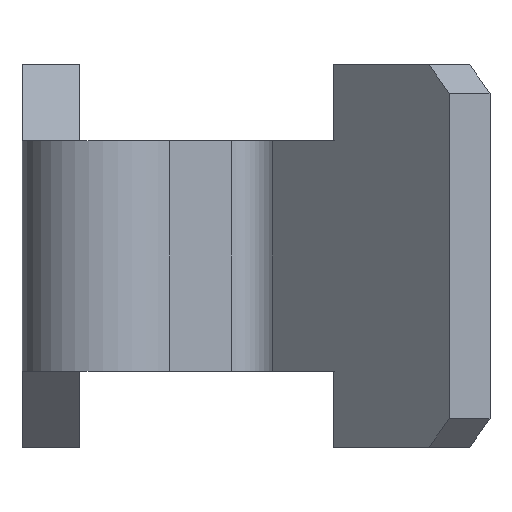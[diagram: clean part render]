
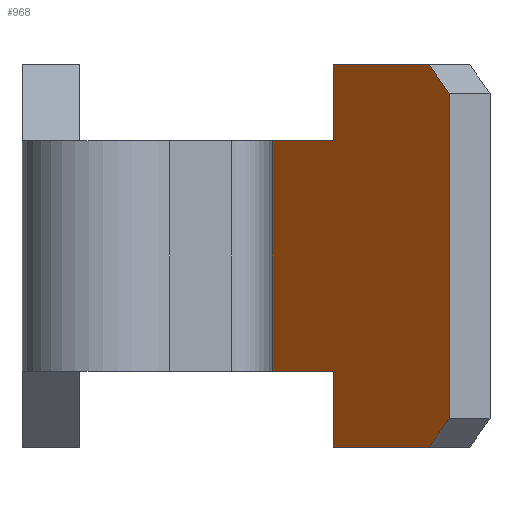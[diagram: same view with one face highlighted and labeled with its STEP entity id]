
A CAD part, left-side view. The second image highlights one B-rep face of the part: STEP entity #968.
In plain terms, the highlighted planar face has unit normal (-0.707, 0.707, 0).
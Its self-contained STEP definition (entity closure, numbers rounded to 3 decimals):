
#23=PLANE('',#1061);
#80=FACE_OUTER_BOUND('',#141,.T.);
#141=EDGE_LOOP('',(#738,#739,#740,#741,#742,#743,#744,#745,#746,#747));
#197=LINE('',#1439,#318);
#230=LINE('',#1507,#351);
#231=LINE('',#1509,#352);
#232=LINE('',#1511,#353);
#233=LINE('',#1513,#354);
#234=LINE('',#1515,#355);
#235=LINE('',#1517,#356);
#236=LINE('',#1519,#357);
#237=LINE('',#1521,#358);
#238=LINE('',#1522,#359);
#318=VECTOR('',#1159,1000.);
#351=VECTOR('',#1212,1000.);
#352=VECTOR('',#1213,1000.);
#353=VECTOR('',#1214,1000.);
#354=VECTOR('',#1215,1000.);
#355=VECTOR('',#1216,1000.);
#356=VECTOR('',#1217,1000.);
#357=VECTOR('',#1218,1000.);
#358=VECTOR('',#1219,1000.);
#359=VECTOR('',#1220,1000.);
#466=VERTEX_POINT('',#1433);
#468=VERTEX_POINT('',#1437);
#493=VERTEX_POINT('',#1506);
#494=VERTEX_POINT('',#1508);
#495=VERTEX_POINT('',#1510);
#496=VERTEX_POINT('',#1512);
#497=VERTEX_POINT('',#1514);
#498=VERTEX_POINT('',#1516);
#499=VERTEX_POINT('',#1518);
#500=VERTEX_POINT('',#1520);
#551=EDGE_CURVE('',#466,#468,#197,.T.);
#586=EDGE_CURVE('',#493,#468,#230,.T.);
#587=EDGE_CURVE('',#494,#493,#231,.T.);
#588=EDGE_CURVE('',#495,#494,#232,.T.);
#589=EDGE_CURVE('',#495,#496,#233,.T.);
#590=EDGE_CURVE('',#497,#496,#234,.T.);
#591=EDGE_CURVE('',#497,#498,#235,.T.);
#592=EDGE_CURVE('',#498,#499,#236,.T.);
#593=EDGE_CURVE('',#500,#499,#237,.T.);
#594=EDGE_CURVE('',#466,#500,#238,.T.);
#738=ORIENTED_EDGE('',*,*,#586,.F.);
#739=ORIENTED_EDGE('',*,*,#587,.F.);
#740=ORIENTED_EDGE('',*,*,#588,.F.);
#741=ORIENTED_EDGE('',*,*,#589,.T.);
#742=ORIENTED_EDGE('',*,*,#590,.F.);
#743=ORIENTED_EDGE('',*,*,#591,.T.);
#744=ORIENTED_EDGE('',*,*,#592,.T.);
#745=ORIENTED_EDGE('',*,*,#593,.F.);
#746=ORIENTED_EDGE('',*,*,#594,.F.);
#747=ORIENTED_EDGE('',*,*,#551,.T.);
#968=ADVANCED_FACE('',(#80),#23,.T.);
#1061=AXIS2_PLACEMENT_3D('',#1505,#1210,#1211);
#1159=DIRECTION('',(0.,0.,-1.));
#1210=DIRECTION('center_axis',(-0.707,0.707,0.));
#1211=DIRECTION('ref_axis',(-0.707,-0.707,0.));
#1212=DIRECTION('',(0.707,0.707,0.));
#1213=DIRECTION('',(0.,0.,1.));
#1214=DIRECTION('',(0.707,0.707,0.));
#1215=DIRECTION('',(-0.5,-0.5,0.707));
#1216=DIRECTION('',(0.,0.,-1.));
#1217=DIRECTION('',(0.5,0.5,0.707));
#1218=DIRECTION('',(0.707,0.707,0.));
#1219=DIRECTION('',(0.,0.,1.));
#1220=DIRECTION('',(-0.707,-0.707,0.));
#1433=CARTESIAN_POINT('',(-8.652,-8.705,4.));
#1437=CARTESIAN_POINT('',(-8.652,-8.705,-4.));
#1439=CARTESIAN_POINT('',(-8.652,-8.705,6.65));
#1505=CARTESIAN_POINT('Origin',(-7.945,-7.998,6.65));
#1506=CARTESIAN_POINT('',(-10.773,-10.826,-4.));
#1507=CARTESIAN_POINT('',(-7.945,-7.998,-4.));
#1508=CARTESIAN_POINT('',(-10.773,-10.826,-6.65));
#1509=CARTESIAN_POINT('',(-10.773,-10.826,6.65));
#1510=CARTESIAN_POINT('',(-14.097,-14.149,-6.65));
#1511=CARTESIAN_POINT('',(-7.945,-7.998,-6.65));
#1512=CARTESIAN_POINT('',(-14.804,-14.857,-5.65));
#1513=CARTESIAN_POINT('',(-15.723,-15.776,-4.35));
#1514=CARTESIAN_POINT('',(-14.804,-14.857,5.65));
#1515=CARTESIAN_POINT('',(-14.804,-14.857,6.65));
#1516=CARTESIAN_POINT('',(-14.097,-14.149,6.65));
#1517=CARTESIAN_POINT('',(-11.021,-11.074,11.));
#1518=CARTESIAN_POINT('',(-10.773,-10.826,6.65));
#1519=CARTESIAN_POINT('',(-7.945,-7.998,6.65));
#1520=CARTESIAN_POINT('',(-10.773,-10.826,4.));
#1521=CARTESIAN_POINT('',(-10.773,-10.826,6.65));
#1522=CARTESIAN_POINT('',(-7.945,-7.998,4.));
